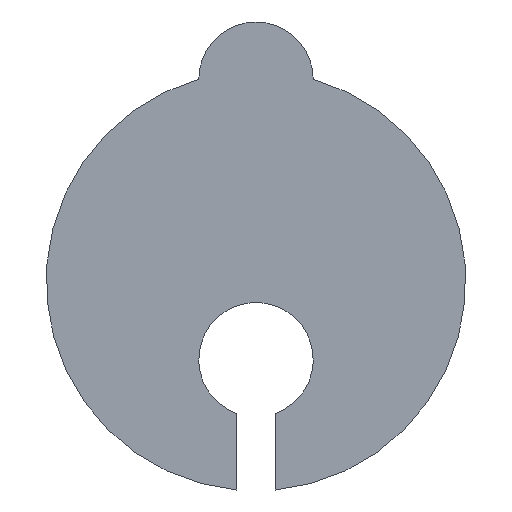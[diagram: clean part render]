
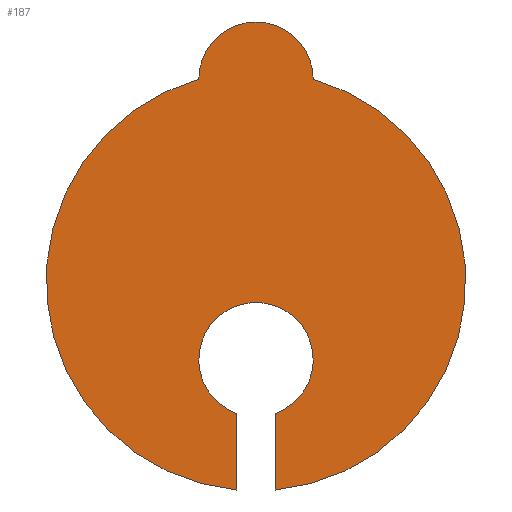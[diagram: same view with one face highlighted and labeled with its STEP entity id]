
A CAD part, front view. The second image highlights one B-rep face of the part: STEP entity #187.
In plain terms, the highlighted planar face has unit normal (0, -1, 0).
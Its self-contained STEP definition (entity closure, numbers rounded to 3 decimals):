
#42 = VERTEX_POINT('',#43);
#43 = CARTESIAN_POINT('',(0.5,-2.,-7.477));
#49 = EDGE_CURVE('',#42,#50,#52,.T.);
#50 = VERTEX_POINT('',#51);
#51 = CARTESIAN_POINT('',(1.5,-2.,3.292));
#52 = CIRCLE('',#53,5.5);
#53 = AXIS2_PLACEMENT_3D('',#54,#55,#56);
#54 = CARTESIAN_POINT('',(0.,-2.,-2.));
#55 = DIRECTION('',(0.,-1.,0.));
#56 = DIRECTION('',(1.,0.,0.));
#82 = EDGE_CURVE('',#42,#83,#85,.T.);
#83 = VERTEX_POINT('',#84);
#84 = CARTESIAN_POINT('',(0.5,-2.,-5.477));
#85 = LINE('',#86,#87);
#86 = CARTESIAN_POINT('',(0.5,-2.,-7.477));
#87 = VECTOR('',#88,1.);
#88 = DIRECTION('',(0.,0.,1.));
#113 = EDGE_CURVE('',#50,#114,#116,.T.);
#114 = VERTEX_POINT('',#115);
#115 = CARTESIAN_POINT('',(-1.5,-2.,3.292));
#116 = CIRCLE('',#117,1.5);
#117 = AXIS2_PLACEMENT_3D('',#118,#119,#120);
#118 = CARTESIAN_POINT('',(0.,-2.,3.292));
#119 = DIRECTION('',(0.,-1.,0.));
#120 = DIRECTION('',(1.,0.,0.));
#187 = ADVANCED_FACE('',(#188),#217,.F.);
#188 = FACE_BOUND('',#189,.T.);
#189 = EDGE_LOOP('',(#190,#191,#192,#201,#209,#216));
#190 = ORIENTED_EDGE('',*,*,#49,.T.);
#191 = ORIENTED_EDGE('',*,*,#113,.T.);
#192 = ORIENTED_EDGE('',*,*,#193,.T.);
#193 = EDGE_CURVE('',#114,#194,#196,.T.);
#194 = VERTEX_POINT('',#195);
#195 = CARTESIAN_POINT('',(-0.5,-2.,-7.477));
#196 = CIRCLE('',#197,5.5);
#197 = AXIS2_PLACEMENT_3D('',#198,#199,#200);
#198 = CARTESIAN_POINT('',(0.,-2.,-2.));
#199 = DIRECTION('',(0.,-1.,0.));
#200 = DIRECTION('',(1.,0.,0.));
#201 = ORIENTED_EDGE('',*,*,#202,.T.);
#202 = EDGE_CURVE('',#194,#203,#205,.T.);
#203 = VERTEX_POINT('',#204);
#204 = CARTESIAN_POINT('',(-0.5,-2.,-5.477));
#205 = LINE('',#206,#207);
#206 = CARTESIAN_POINT('',(-0.5,-2.,-7.477));
#207 = VECTOR('',#208,1.);
#208 = DIRECTION('',(0.,0.,1.));
#209 = ORIENTED_EDGE('',*,*,#210,.F.);
#210 = EDGE_CURVE('',#83,#203,#211,.T.);
#211 = CIRCLE('',#212,1.5);
#212 = AXIS2_PLACEMENT_3D('',#213,#214,#215);
#213 = CARTESIAN_POINT('',(0.,-2.,-4.063));
#214 = DIRECTION('',(0.,-1.,0.));
#215 = DIRECTION('',(1.,0.,0.));
#216 = ORIENTED_EDGE('',*,*,#82,.F.);
#217 = PLANE('',#218);
#218 = AXIS2_PLACEMENT_3D('',#219,#220,#221);
#219 = CARTESIAN_POINT('',(0.,-2.,-2.312));
#220 = DIRECTION('',(0.,1.,0.));
#221 = DIRECTION('',(0.,0.,1.));
